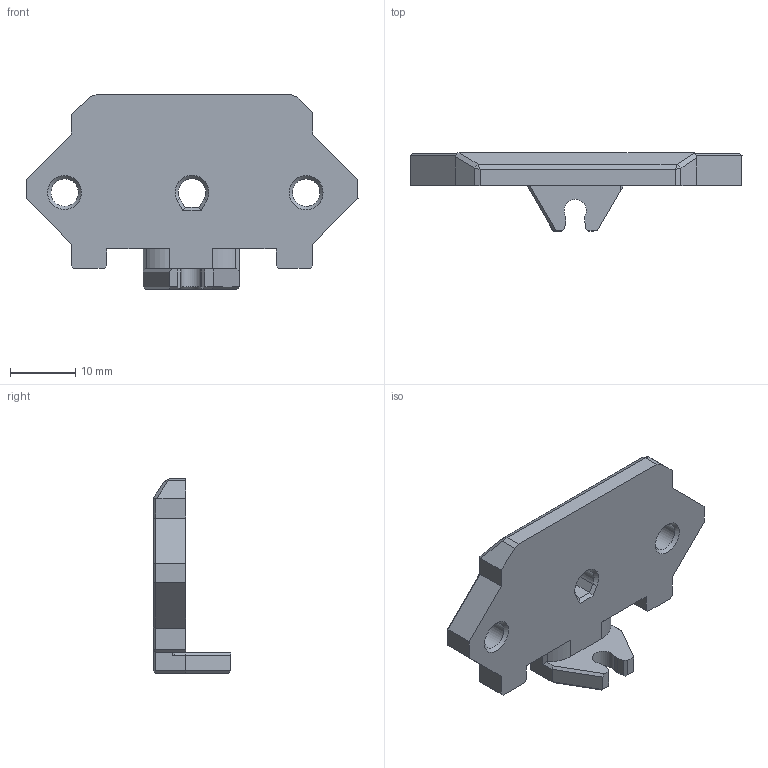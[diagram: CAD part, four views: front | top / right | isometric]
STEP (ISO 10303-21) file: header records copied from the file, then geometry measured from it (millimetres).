
FILE_DESCRIPTION(/* description */ (''),/* implementation_level */ '2;1');
FILE_NAME(/* name */ 'Orbiter spacer anthead.step',/* time_stamp */ '2024-12-03T10:53:43-08:00',/* author */ (''),/* organization */ (''),/* preprocessor_version */ 'ST-DEVELOPER v20',/* originating_system */ 'Autodesk Translation Framework v13.20.0.188',/* authorisation */ '');
FILE_SCHEMA (('AUTOMOTIVE_DESIGN { 1 0 10303 214 3 1 1 }'));
Length unit declared in the file: millimetre
Products named in the file (4): SV08 PLATE (v1~recovered); Anthead sherpa spacer; AntHead_Assembly; LGX_Lite_Adapter
Assembly tree (3 placements, depth 4):
  SV08 PLATE (v1~recovered)
    Anthead sherpa spacer
      AntHead_Assembly
        LGX_Lite_Adapter
Bounding box: 50.84 x 11.9 x 29.81 mm (x, y, z)
Volume: 5464.4 mm3; surface area: 3188 mm2
Topology: 1 solids, 1 shells, 107 faces, 266 edges, 161 vertices
Faces by surface type: plane 94, cone 7, cylinder 6
Full cylindrical faces by diameter (mm): 4.2 x2
Entity records: 3183 total; most frequent: CARTESIAN_POINT 547, ORIENTED_EDGE 532, DIRECTION 513, EDGE_CURVE 266, LINE 243, VECTOR 243, VERTEX_POINT 161, AXIS2_PLACEMENT_3D 135
